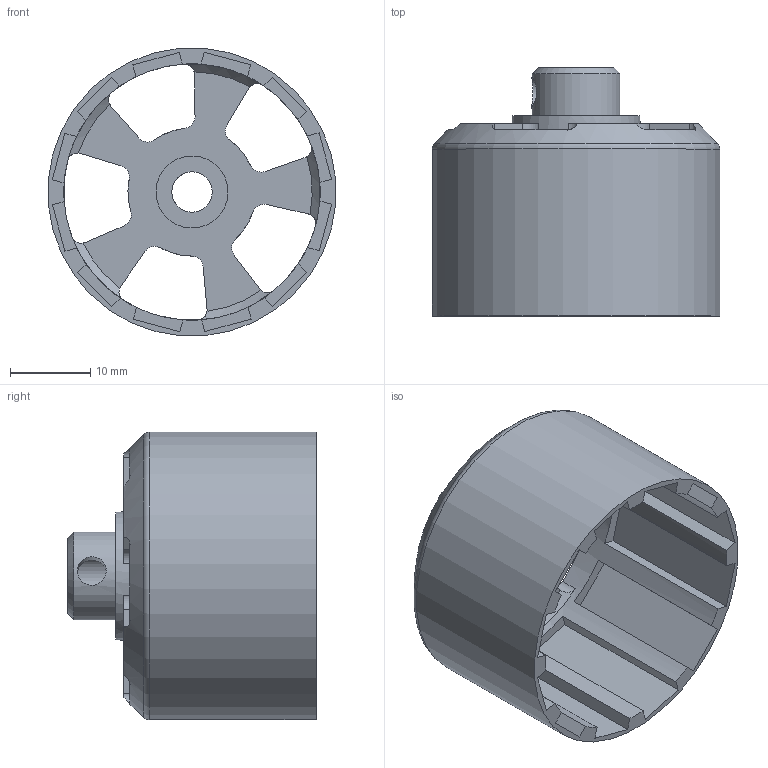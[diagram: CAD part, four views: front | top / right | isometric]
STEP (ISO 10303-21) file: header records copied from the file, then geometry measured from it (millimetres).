
FILE_DESCRIPTION(/* description */ (''),/* implementation_level */ '2;1');
FILE_NAME(/* name */ 'rotor.step',/* time_stamp */ '2025-07-31T12:17:56-04:00',/* author */ (''),/* organization */ (''),/* preprocessor_version */ 'ST-DEVELOPER v20.1',/* originating_system */ 'Autodesk Translation Framework v14.10.0.0',/* authorisation */ '');
FILE_SCHEMA (('AUTOMOTIVE_DESIGN { 1 0 10303 214 3 1 1 }'));
Length unit declared in the file: millimetre
Products named in the file (2): Untitled; Component2
Assembly tree (1 placements, depth 2):
  Untitled
    Component2
Bounding box: 35.87 x 31 x 35.87 mm (x, y, z)
Volume: 4159.6 mm3; surface area: 7365.5 mm2
Topology: 1 solids, 1 shells, 104 faces, 331 edges, 220 vertices
Faces by surface type: plane 68, cylinder 27, cone 8, torus 1
Full cylindrical faces by diameter (mm): 3.6 x1, 5.02 x1, 9 x1, 11 x1, 16 x1, 32 x1, 36 x1
Entity records: 4006 total; most frequent: CARTESIAN_POINT 939, ORIENTED_EDGE 662, DIRECTION 630, EDGE_CURVE 331, VERTEX_POINT 220, AXIS2_PLACEMENT_3D 219, LINE 192, VECTOR 192
